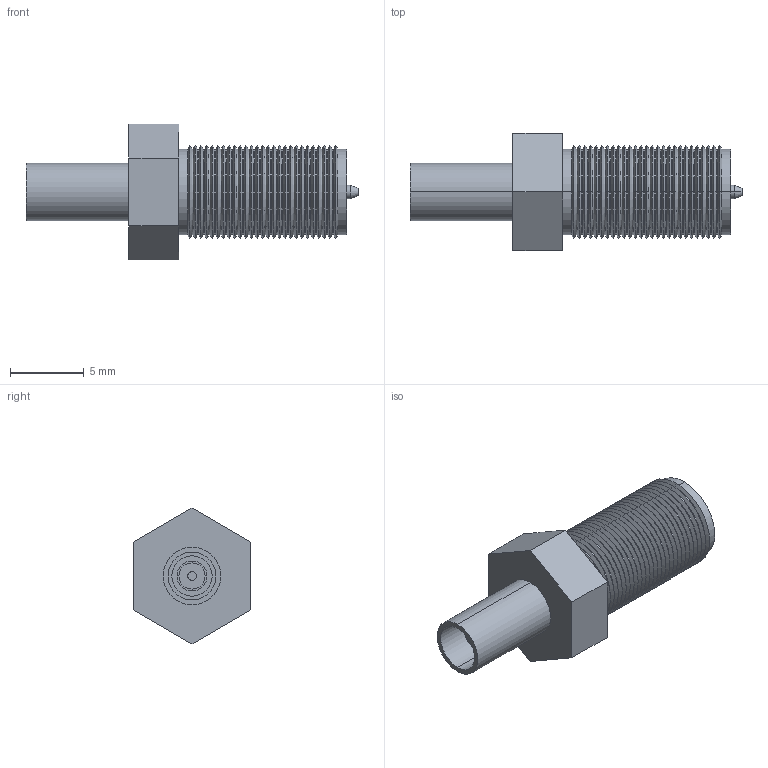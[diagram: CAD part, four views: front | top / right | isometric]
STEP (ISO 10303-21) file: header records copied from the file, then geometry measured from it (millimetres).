
FILE_DESCRIPTION (( 'STEP AP214' ), '1' );
FILE_NAME ('BAC512.STEP', '2006-08-25T19:50:21', ( 'L-COM' ), ( 'L-COM' ), 'SwSTEP 2.0', 'SolidWorks 2006052', '' );
FILE_SCHEMA (( 'AUTOMOTIVE_DESIGN' ));
Length unit declared in the file: inch
Products named in the file (4): BAC512-MA4; BAC512-MA7; BAC512; BAC512-MA1
Assembly tree (3 placements, depth 2):
  BAC512
    BAC512-MA7
    BAC512-MA4
    BAC512-MA1
Bounding box: 22.56 x 8 x 9.24 mm (x, y, z)
Volume: 503.9 mm3; surface area: 956.4 mm2
Topology: 3 solids, 3 shells, 213 faces, 432 edges, 232 vertices
Faces by surface type: cone 110, cylinder 81, plane 22
Entity records: 5837 total; most frequent: DIRECTION 1082, CARTESIAN_POINT 935, ORIENTED_EDGE 864, AXIS2_PLACEMENT_3D 435, EDGE_CURVE 432, VERTEX_POINT 232, EDGE_LOOP 226, CIRCLE 216
